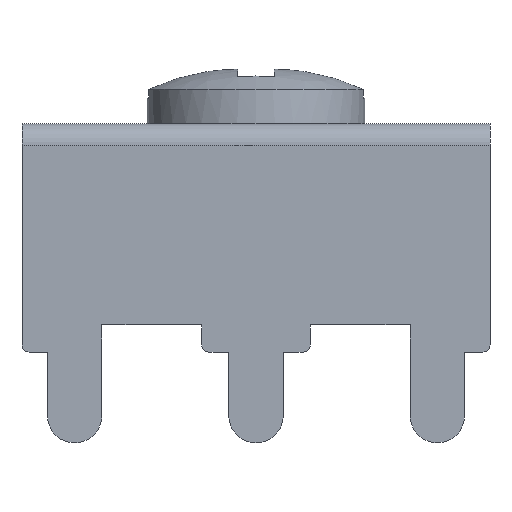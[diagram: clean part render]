
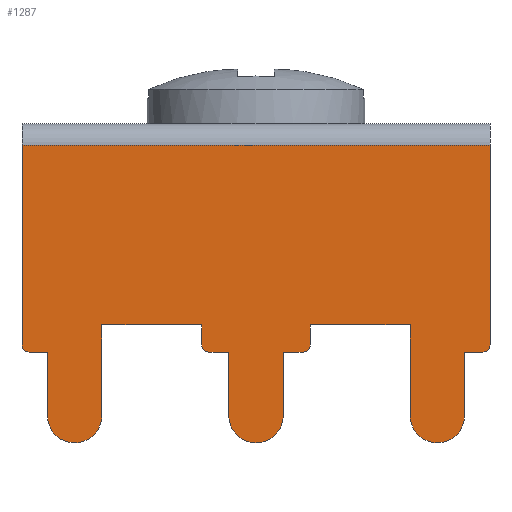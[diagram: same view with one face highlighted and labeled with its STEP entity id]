
A CAD part, left-side view. The second image highlights one B-rep face of the part: STEP entity #1287.
In plain terms, the highlighted planar face has unit normal (-1, 0, 0).
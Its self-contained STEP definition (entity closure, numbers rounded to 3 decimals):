
#32=PLANE('',#1374);
#82=FACE_OUTER_BOUND('',#152,.T.);
#152=EDGE_LOOP('',(#881,#882,#883,#884,#885,#886,#887,#888,#889,#890,#891,
#892,#893,#894,#895,#896,#897,#898,#899,#900,#901,#902,#903,#904));
#224=LINE('',#1852,#367);
#226=LINE('',#1858,#369);
#227=LINE('',#1862,#370);
#228=LINE('',#1864,#371);
#229=LINE('',#1868,#372);
#230=LINE('',#1870,#373);
#231=LINE('',#1872,#374);
#232=LINE('',#1876,#375);
#233=LINE('',#1878,#376);
#234=LINE('',#1882,#377);
#235=LINE('',#1884,#378);
#236=LINE('',#1888,#379);
#237=LINE('',#1890,#380);
#238=LINE('',#1892,#381);
#239=LINE('',#1896,#382);
#240=LINE('',#1898,#383);
#241=LINE('',#1901,#384);
#367=VECTOR('',#1487,10.);
#369=VECTOR('',#1493,10.);
#370=VECTOR('',#1496,10.);
#371=VECTOR('',#1497,10.);
#372=VECTOR('',#1500,10.);
#373=VECTOR('',#1501,10.);
#374=VECTOR('',#1502,10.);
#375=VECTOR('',#1505,10.);
#376=VECTOR('',#1506,10.);
#377=VECTOR('',#1509,10.);
#378=VECTOR('',#1510,10.);
#379=VECTOR('',#1513,10.);
#380=VECTOR('',#1514,10.);
#381=VECTOR('',#1515,10.);
#382=VECTOR('',#1518,10.);
#383=VECTOR('',#1519,10.);
#384=VECTOR('',#1522,10.);
#512=CIRCLE('',#1375,0.2);
#513=CIRCLE('',#1376,0.75);
#514=CIRCLE('',#1377,0.2);
#515=CIRCLE('',#1378,0.75);
#516=CIRCLE('',#1379,0.2);
#517=CIRCLE('',#1380,0.75);
#518=CIRCLE('',#1381,0.2);
#553=VERTEX_POINT('',#1849);
#554=VERTEX_POINT('',#1851);
#556=VERTEX_POINT('',#1857);
#557=VERTEX_POINT('',#1859);
#558=VERTEX_POINT('',#1861);
#559=VERTEX_POINT('',#1863);
#560=VERTEX_POINT('',#1865);
#561=VERTEX_POINT('',#1867);
#562=VERTEX_POINT('',#1869);
#563=VERTEX_POINT('',#1871);
#564=VERTEX_POINT('',#1873);
#565=VERTEX_POINT('',#1875);
#566=VERTEX_POINT('',#1877);
#567=VERTEX_POINT('',#1879);
#568=VERTEX_POINT('',#1881);
#569=VERTEX_POINT('',#1883);
#570=VERTEX_POINT('',#1885);
#571=VERTEX_POINT('',#1887);
#572=VERTEX_POINT('',#1889);
#573=VERTEX_POINT('',#1891);
#574=VERTEX_POINT('',#1893);
#575=VERTEX_POINT('',#1895);
#576=VERTEX_POINT('',#1897);
#577=VERTEX_POINT('',#1899);
#683=EDGE_CURVE('',#553,#554,#224,.T.);
#686=EDGE_CURVE('',#553,#556,#226,.T.);
#687=EDGE_CURVE('',#557,#556,#512,.T.);
#688=EDGE_CURVE('',#557,#558,#227,.T.);
#689=EDGE_CURVE('',#558,#559,#228,.T.);
#690=EDGE_CURVE('',#560,#559,#513,.T.);
#691=EDGE_CURVE('',#560,#561,#229,.T.);
#692=EDGE_CURVE('',#561,#562,#230,.T.);
#693=EDGE_CURVE('',#562,#563,#231,.T.);
#694=EDGE_CURVE('',#564,#563,#514,.T.);
#695=EDGE_CURVE('',#564,#565,#232,.T.);
#696=EDGE_CURVE('',#565,#566,#233,.T.);
#697=EDGE_CURVE('',#567,#566,#515,.T.);
#698=EDGE_CURVE('',#567,#568,#234,.T.);
#699=EDGE_CURVE('',#568,#569,#235,.T.);
#700=EDGE_CURVE('',#570,#569,#516,.T.);
#701=EDGE_CURVE('',#570,#571,#236,.T.);
#702=EDGE_CURVE('',#571,#572,#237,.T.);
#703=EDGE_CURVE('',#572,#573,#238,.T.);
#704=EDGE_CURVE('',#574,#573,#517,.T.);
#705=EDGE_CURVE('',#574,#575,#239,.T.);
#706=EDGE_CURVE('',#575,#576,#240,.T.);
#707=EDGE_CURVE('',#577,#576,#518,.T.);
#708=EDGE_CURVE('',#577,#554,#241,.T.);
#881=ORIENTED_EDGE('',*,*,#683,.F.);
#882=ORIENTED_EDGE('',*,*,#686,.T.);
#883=ORIENTED_EDGE('',*,*,#687,.F.);
#884=ORIENTED_EDGE('',*,*,#688,.T.);
#885=ORIENTED_EDGE('',*,*,#689,.T.);
#886=ORIENTED_EDGE('',*,*,#690,.F.);
#887=ORIENTED_EDGE('',*,*,#691,.T.);
#888=ORIENTED_EDGE('',*,*,#692,.T.);
#889=ORIENTED_EDGE('',*,*,#693,.T.);
#890=ORIENTED_EDGE('',*,*,#694,.F.);
#891=ORIENTED_EDGE('',*,*,#695,.T.);
#892=ORIENTED_EDGE('',*,*,#696,.T.);
#893=ORIENTED_EDGE('',*,*,#697,.F.);
#894=ORIENTED_EDGE('',*,*,#698,.T.);
#895=ORIENTED_EDGE('',*,*,#699,.T.);
#896=ORIENTED_EDGE('',*,*,#700,.F.);
#897=ORIENTED_EDGE('',*,*,#701,.T.);
#898=ORIENTED_EDGE('',*,*,#702,.T.);
#899=ORIENTED_EDGE('',*,*,#703,.T.);
#900=ORIENTED_EDGE('',*,*,#704,.F.);
#901=ORIENTED_EDGE('',*,*,#705,.T.);
#902=ORIENTED_EDGE('',*,*,#706,.T.);
#903=ORIENTED_EDGE('',*,*,#707,.F.);
#904=ORIENTED_EDGE('',*,*,#708,.T.);
#1287=ADVANCED_FACE('',(#82),#32,.T.);
#1374=AXIS2_PLACEMENT_3D('',#1856,#1491,#1492);
#1375=AXIS2_PLACEMENT_3D('',#1860,#1494,#1495);
#1376=AXIS2_PLACEMENT_3D('',#1866,#1498,#1499);
#1377=AXIS2_PLACEMENT_3D('',#1874,#1503,#1504);
#1378=AXIS2_PLACEMENT_3D('',#1880,#1507,#1508);
#1379=AXIS2_PLACEMENT_3D('',#1886,#1511,#1512);
#1380=AXIS2_PLACEMENT_3D('',#1894,#1516,#1517);
#1381=AXIS2_PLACEMENT_3D('',#1900,#1520,#1521);
#1487=DIRECTION('',(0.,-1.,0.));
#1491=DIRECTION('center_axis',(-1.,0.,0.));
#1492=DIRECTION('ref_axis',(0.,0.,1.));
#1493=DIRECTION('',(0.,0.,-1.));
#1494=DIRECTION('center_axis',(1.,0.,0.));
#1495=DIRECTION('ref_axis',(0.,0.707,-0.707));
#1496=DIRECTION('',(0.,-1.,0.));
#1497=DIRECTION('',(0.,0.,-1.));
#1498=DIRECTION('center_axis',(1.,0.,0.));
#1499=DIRECTION('ref_axis',(0.,-0.707,-0.707));
#1500=DIRECTION('',(0.,0.,1.));
#1501=DIRECTION('',(0.,-1.,0.));
#1502=DIRECTION('',(0.,0.,-1.));
#1503=DIRECTION('center_axis',(1.,0.,0.));
#1504=DIRECTION('ref_axis',(0.,0.707,-0.707));
#1505=DIRECTION('',(0.,-1.,0.));
#1506=DIRECTION('',(0.,0.,-1.));
#1507=DIRECTION('center_axis',(1.,0.,0.));
#1508=DIRECTION('ref_axis',(0.,-0.707,-0.707));
#1509=DIRECTION('',(0.,0.,1.));
#1510=DIRECTION('',(0.,-1.,0.));
#1511=DIRECTION('center_axis',(1.,0.,0.));
#1512=DIRECTION('ref_axis',(0.,-0.707,-0.707));
#1513=DIRECTION('',(0.,0.,1.));
#1514=DIRECTION('',(0.,-1.,0.));
#1515=DIRECTION('',(0.,0.,-1.));
#1516=DIRECTION('center_axis',(1.,0.,0.));
#1517=DIRECTION('ref_axis',(0.,-0.707,-0.707));
#1518=DIRECTION('',(0.,0.,1.));
#1519=DIRECTION('',(0.,-1.,0.));
#1520=DIRECTION('center_axis',(1.,0.,0.));
#1521=DIRECTION('ref_axis',(0.,-0.707,-0.707));
#1522=DIRECTION('',(0.,0.,1.));
#1849=CARTESIAN_POINT('',(-3.95,6.45,5.7));
#1851=CARTESIAN_POINT('',(-3.95,-6.45,5.7));
#1852=CARTESIAN_POINT('',(-3.95,3.225,5.7));
#1856=CARTESIAN_POINT('Origin',(-3.95,0.,1.9));
#1857=CARTESIAN_POINT('',(-3.95,6.45,0.2));
#1858=CARTESIAN_POINT('',(-3.95,6.45,0.));
#1859=CARTESIAN_POINT('',(-3.95,6.25,0.));
#1860=CARTESIAN_POINT('Origin',(-3.95,6.25,0.2));
#1861=CARTESIAN_POINT('',(-3.95,5.75,0.));
#1862=CARTESIAN_POINT('',(-3.95,-6.45,0.));
#1863=CARTESIAN_POINT('',(-3.95,5.75,-1.75));
#1864=CARTESIAN_POINT('',(-3.95,5.75,-2.5));
#1865=CARTESIAN_POINT('',(-3.95,4.25,-1.75));
#1866=CARTESIAN_POINT('Origin',(-3.95,5.,-1.75));
#1867=CARTESIAN_POINT('',(-3.95,4.25,0.75));
#1868=CARTESIAN_POINT('',(-3.95,4.25,0.));
#1869=CARTESIAN_POINT('',(-3.95,1.5,0.75));
#1870=CARTESIAN_POINT('',(-3.95,4.25,0.75));
#1871=CARTESIAN_POINT('',(-3.95,1.5,0.2));
#1872=CARTESIAN_POINT('',(-3.95,1.5,0.));
#1873=CARTESIAN_POINT('',(-3.95,1.3,0.));
#1874=CARTESIAN_POINT('Origin',(-3.95,1.3,0.2));
#1875=CARTESIAN_POINT('',(-3.95,0.75,0.));
#1876=CARTESIAN_POINT('',(-3.95,-6.45,0.));
#1877=CARTESIAN_POINT('',(-3.95,0.75,-1.75));
#1878=CARTESIAN_POINT('',(-3.95,0.75,0.));
#1879=CARTESIAN_POINT('',(-3.95,-0.75,-1.75));
#1880=CARTESIAN_POINT('Origin',(-3.95,0.,-1.75));
#1881=CARTESIAN_POINT('',(-3.95,-0.75,0.));
#1882=CARTESIAN_POINT('',(-3.95,-0.75,-2.5));
#1883=CARTESIAN_POINT('',(-3.95,-1.3,0.));
#1884=CARTESIAN_POINT('',(-3.95,-6.45,0.));
#1885=CARTESIAN_POINT('',(-3.95,-1.5,0.2));
#1886=CARTESIAN_POINT('Origin',(-3.95,-1.3,0.2));
#1887=CARTESIAN_POINT('',(-3.95,-1.5,0.75));
#1888=CARTESIAN_POINT('',(-3.95,-1.5,0.));
#1889=CARTESIAN_POINT('',(-3.95,-4.25,0.75));
#1890=CARTESIAN_POINT('',(-3.95,-4.25,0.75));
#1891=CARTESIAN_POINT('',(-3.95,-4.25,-1.75));
#1892=CARTESIAN_POINT('',(-3.95,-4.25,0.));
#1893=CARTESIAN_POINT('',(-3.95,-5.75,-1.75));
#1894=CARTESIAN_POINT('Origin',(-3.95,-5.,-1.75));
#1895=CARTESIAN_POINT('',(-3.95,-5.75,0.));
#1896=CARTESIAN_POINT('',(-3.95,-5.75,-2.5));
#1897=CARTESIAN_POINT('',(-3.95,-6.25,0.));
#1898=CARTESIAN_POINT('',(-3.95,-6.45,0.));
#1899=CARTESIAN_POINT('',(-3.95,-6.45,0.2));
#1900=CARTESIAN_POINT('Origin',(-3.95,-6.25,0.2));
#1901=CARTESIAN_POINT('',(-3.95,-6.45,6.3));
